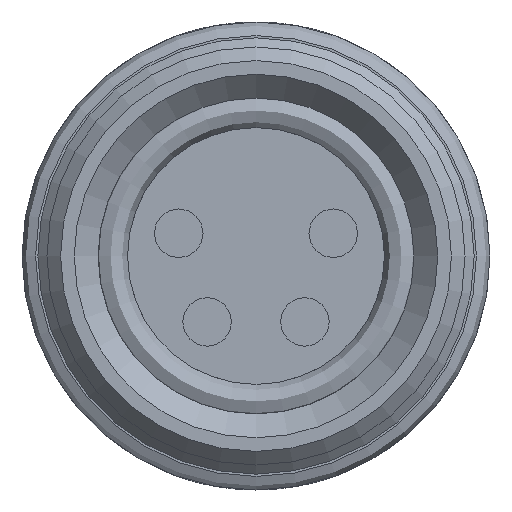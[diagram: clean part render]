
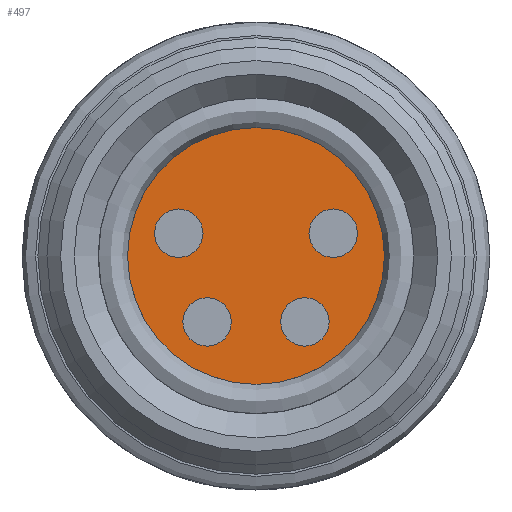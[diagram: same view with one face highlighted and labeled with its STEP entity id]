
A CAD part, left-side view. The second image highlights one B-rep face of the part: STEP entity #497.
In plain terms, the highlighted planar face has unit normal (-1, 0, 0).
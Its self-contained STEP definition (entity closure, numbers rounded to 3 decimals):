
#497=ADVANCED_FACE('',(#690,#691,#692,#693,#694),#537,.F.);
#537=PLANE('',#2596);
#690=FACE_BOUND('',#942,.T.);
#691=FACE_BOUND('',#943,.T.);
#692=FACE_BOUND('',#944,.T.);
#693=FACE_BOUND('',#945,.T.);
#694=FACE_BOUND('',#946,.T.);
#942=EDGE_LOOP('',(#1462));
#943=EDGE_LOOP('',(#1463));
#944=EDGE_LOOP('',(#1464));
#945=EDGE_LOOP('',(#1465));
#946=EDGE_LOOP('',(#1466));
#1462=ORIENTED_EDGE('',*,*,#1912,.T.);
#1463=ORIENTED_EDGE('',*,*,#1911,.T.);
#1464=ORIENTED_EDGE('',*,*,#1910,.F.);
#1465=ORIENTED_EDGE('',*,*,#1913,.T.);
#1466=ORIENTED_EDGE('',*,*,#1909,.F.);
#1649=VERTEX_POINT('',#6021);
#1650=VERTEX_POINT('',#6024);
#1651=VERTEX_POINT('',#6027);
#1652=VERTEX_POINT('',#6030);
#1653=VERTEX_POINT('',#6033);
#1909=EDGE_CURVE('',#1649,#1649,#2064,.T.);
#1910=EDGE_CURVE('',#1650,#1650,#2065,.T.);
#1911=EDGE_CURVE('',#1651,#1651,#2066,.T.);
#1912=EDGE_CURVE('',#1652,#1652,#2067,.T.);
#1913=EDGE_CURVE('',#1653,#1653,#2068,.T.);
#2064=CIRCLE('',#2587,0.537);
#2065=CIRCLE('',#2589,0.537);
#2066=CIRCLE('',#2591,0.537);
#2067=CIRCLE('',#2593,0.537);
#2068=CIRCLE('',#2595,2.825);
#2587=AXIS2_PLACEMENT_3D('',#6020,#3175,#3176);
#2589=AXIS2_PLACEMENT_3D('',#6023,#3179,#3180);
#2591=AXIS2_PLACEMENT_3D('',#6026,#3183,#3184);
#2593=AXIS2_PLACEMENT_3D('',#6029,#3187,#3188);
#2595=AXIS2_PLACEMENT_3D('',#6032,#3191,#3192);
#2596=AXIS2_PLACEMENT_3D('',#6034,#3193,#3194);
#3175=DIRECTION('',(-1.,0.,0.));
#3176=DIRECTION('',(0.,0.,-1.));
#3179=DIRECTION('',(-1.,0.,0.));
#3180=DIRECTION('',(0.,0.,-1.));
#3183=DIRECTION('',(1.,0.,0.));
#3184=DIRECTION('',(0.,0.,-1.));
#3187=DIRECTION('',(1.,0.,0.));
#3188=DIRECTION('',(0.,0.,-1.));
#3191=DIRECTION('',(-1.,0.,0.));
#3192=DIRECTION('',(0.,1.,0.));
#3193=DIRECTION('',(1.,0.,0.));
#3194=DIRECTION('',(0.,1.,0.));
#6020=CARTESIAN_POINT('',(43.25,48.925,-1.45));
#6021=CARTESIAN_POINT('',(43.25,48.925,-1.987));
#6023=CARTESIAN_POINT('',(43.25,48.3,0.5));
#6024=CARTESIAN_POINT('',(43.25,48.3,-0.037));
#6026=CARTESIAN_POINT('',(43.25,51.075,-1.45));
#6027=CARTESIAN_POINT('',(43.25,51.075,-1.987));
#6029=CARTESIAN_POINT('',(43.25,51.7,0.5));
#6030=CARTESIAN_POINT('',(43.25,51.7,-0.037));
#6032=CARTESIAN_POINT('',(43.25,50.,0.));
#6033=CARTESIAN_POINT('',(43.25,52.825,0.));
#6034=CARTESIAN_POINT('',(43.25,50.,-2.825));
